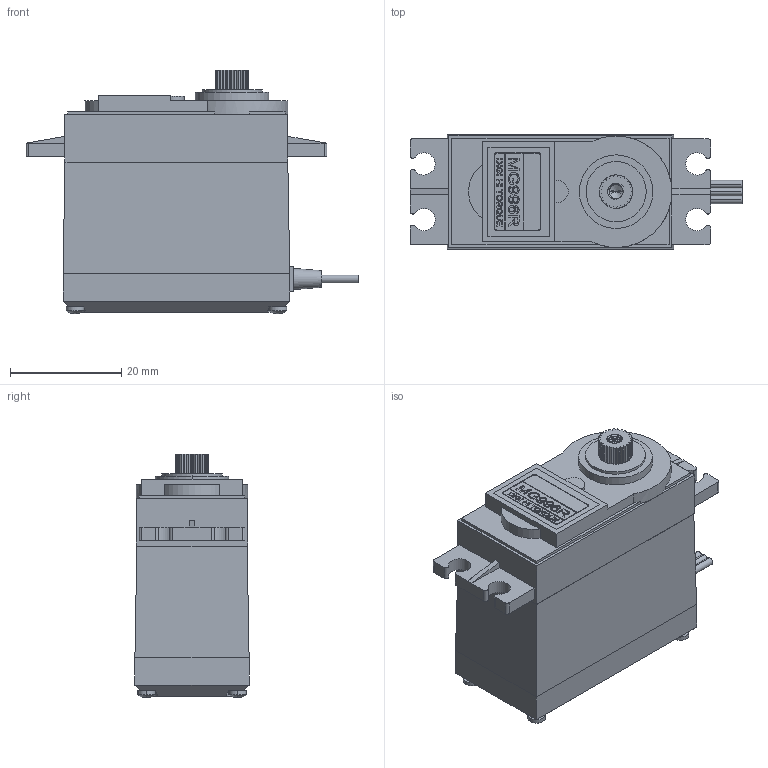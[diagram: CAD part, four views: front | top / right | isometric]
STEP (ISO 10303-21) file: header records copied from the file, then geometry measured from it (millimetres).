
FILE_DESCRIPTION (( 'STEP AP203' ), '1' );
FILE_NAME ('motor_Default_sldprt.STEP', '2025-08-06T18:24:46', ( '' ), ( '' ), 'SwSTEP 2.0', 'SolidWorks 2025', '' );
FILE_SCHEMA (( 'CONFIG_CONTROL_DESIGN' ));
Length unit declared in the file: millimetre
Products named in the file (1): motor_Default_sldprt
Bounding box: 59.6 x 20.5 x 43.76 mm (x, y, z)
Volume: 31472.7 mm3; surface area: 8630.5 mm2
Topology: 11 solids, 11 shells, 841 faces, 2214 edges, 1431 vertices
Faces by surface type: bspline 412, plane 289, cylinder 106, cone 26, sphere 8
Entity records: 31279 total; most frequent: CARTESIAN_POINT 13469, ORIENTED_EDGE 4408, DIRECTION 2423, EDGE_CURVE 2204, VERTEX_POINT 1431, LINE 919, VECTOR 919, EDGE_LOOP 887
